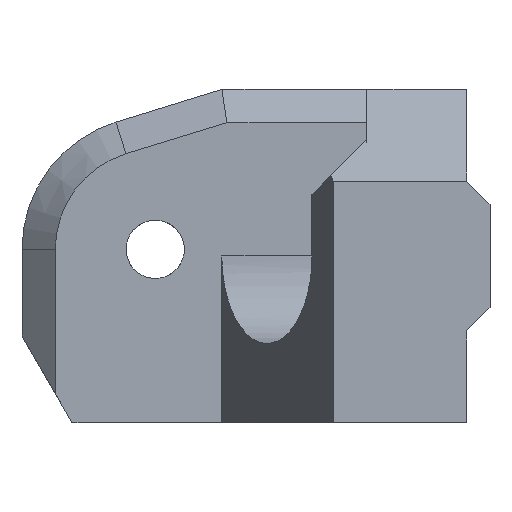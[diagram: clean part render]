
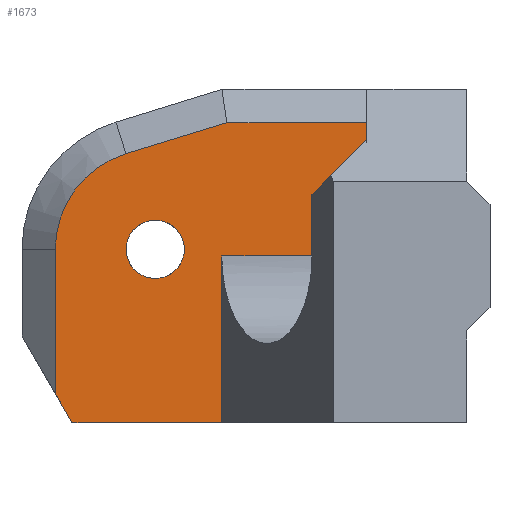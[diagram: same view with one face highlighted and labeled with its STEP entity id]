
A CAD part, front view. The second image highlights one B-rep face of the part: STEP entity #1673.
In plain terms, the highlighted planar face has unit normal (0, -1, 0).
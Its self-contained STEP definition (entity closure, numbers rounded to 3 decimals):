
#19=FACE_BOUND('',#176,.T.);
#41=CIRCLE('',#1793,6.);
#42=CIRCLE('',#1796,1.75);
#43=CIRCLE('',#1797,1.75);
#80=FACE_OUTER_BOUND('',#175,.T.);
#175=EDGE_LOOP('',(#1199,#1200,#1201,#1202,#1203,#1204,#1205,#1206,#1207));
#176=EDGE_LOOP('',(#1208,#1209));
#294=LINE('',#2415,#512);
#324=LINE('',#2481,#542);
#328=LINE('',#2489,#546);
#333=LINE('',#2501,#551);
#334=LINE('',#2504,#552);
#335=LINE('',#2505,#553);
#336=LINE('',#2507,#554);
#337=LINE('',#2508,#555);
#512=VECTOR('',#1939,10.);
#542=VECTOR('',#1995,10.);
#546=VECTOR('',#2001,10.);
#551=VECTOR('',#2014,10.);
#552=VECTOR('',#2017,10.);
#553=VECTOR('',#2018,10.);
#554=VECTOR('',#2019,10.);
#555=VECTOR('',#2020,10.);
#727=VERTEX_POINT('',#2412);
#728=VERTEX_POINT('',#2414);
#750=VERTEX_POINT('',#2479);
#751=VERTEX_POINT('',#2480);
#753=VERTEX_POINT('',#2486);
#754=VERTEX_POINT('',#2488);
#756=VERTEX_POINT('',#2494);
#758=VERTEX_POINT('',#2503);
#759=VERTEX_POINT('',#2506);
#760=VERTEX_POINT('',#2509);
#761=VERTEX_POINT('',#2510);
#889=EDGE_CURVE('',#728,#727,#294,.T.);
#922=EDGE_CURVE('',#750,#751,#324,.T.);
#926=EDGE_CURVE('',#753,#754,#328,.T.);
#931=EDGE_CURVE('',#754,#756,#41,.T.);
#933=EDGE_CURVE('',#756,#750,#333,.T.);
#934=EDGE_CURVE('',#758,#753,#334,.T.);
#935=EDGE_CURVE('',#728,#758,#335,.T.);
#936=EDGE_CURVE('',#759,#727,#336,.T.);
#937=EDGE_CURVE('',#759,#751,#337,.T.);
#938=EDGE_CURVE('',#760,#761,#42,.T.);
#939=EDGE_CURVE('',#761,#760,#43,.T.);
#1199=ORIENTED_EDGE('',*,*,#922,.F.);
#1200=ORIENTED_EDGE('',*,*,#933,.F.);
#1201=ORIENTED_EDGE('',*,*,#931,.F.);
#1202=ORIENTED_EDGE('',*,*,#926,.F.);
#1203=ORIENTED_EDGE('',*,*,#934,.F.);
#1204=ORIENTED_EDGE('',*,*,#935,.F.);
#1205=ORIENTED_EDGE('',*,*,#889,.T.);
#1206=ORIENTED_EDGE('',*,*,#936,.F.);
#1207=ORIENTED_EDGE('',*,*,#937,.T.);
#1208=ORIENTED_EDGE('',*,*,#938,.F.);
#1209=ORIENTED_EDGE('',*,*,#939,.F.);
#1586=PLANE('',#1795);
#1673=ADVANCED_FACE('',(#80,#19),#1586,.F.);
#1793=AXIS2_PLACEMENT_3D('',#2498,#2009,#2010);
#1795=AXIS2_PLACEMENT_3D('',#2502,#2015,#2016);
#1796=AXIS2_PLACEMENT_3D('',#2511,#2021,#2022);
#1797=AXIS2_PLACEMENT_3D('',#2512,#2023,#2024);
#1939=DIRECTION('',(0.,0.,1.));
#1995=DIRECTION('',(1.,0.,0.));
#2001=DIRECTION('',(0.,0.,1.));
#2009=DIRECTION('center_axis',(0.,1.,0.));
#2010=DIRECTION('ref_axis',(-1.,0.,0.));
#2014=DIRECTION('',(0.956,0.,0.294));
#2015=DIRECTION('center_axis',(0.,1.,0.));
#2016=DIRECTION('ref_axis',(1.,0.,0.));
#2017=DIRECTION('',(-0.5,0.,0.866));
#2018=DIRECTION('',(-1.,0.,0.));
#2019=DIRECTION('',(-1.,0.,0.));
#2020=DIRECTION('',(0.,0.,1.));
#2021=DIRECTION('center_axis',(0.,-1.,0.));
#2022=DIRECTION('ref_axis',(1.,0.,0.));
#2023=DIRECTION('center_axis',(0.,-1.,0.));
#2024=DIRECTION('ref_axis',(1.,0.,0.));
#2412=CARTESIAN_POINT('',(4.,0.,-0.4));
#2414=CARTESIAN_POINT('',(4.,0.,-10.4));
#2415=CARTESIAN_POINT('',(4.,0.,-5.4));
#2479=CARTESIAN_POINT('',(4.301,0.,7.6));
#2480=CARTESIAN_POINT('',(12.7,0.,7.6));
#2481=CARTESIAN_POINT('',(4.675,0.,7.6));
#2486=CARTESIAN_POINT('',(-6.,0.,-8.668));
#2488=CARTESIAN_POINT('',(-6.,0.,0.));
#2489=CARTESIAN_POINT('',(-6.,0.,-2.802));
#2494=CARTESIAN_POINT('',(-1.764,0.,5.735));
#2498=CARTESIAN_POINT('Origin',(0.,0.,0.));
#2501=CARTESIAN_POINT('',(0.624,0.,6.469));
#2502=CARTESIAN_POINT('Origin',(5.35,0.,-0.4));
#2503=CARTESIAN_POINT('',(-5.,0.,-10.4));
#2504=CARTESIAN_POINT('',(-5.,0.,-10.4));
#2505=CARTESIAN_POINT('',(18.7,0.,-10.4));
#2506=CARTESIAN_POINT('',(12.7,0.,-0.4));
#2507=CARTESIAN_POINT('',(12.7,0.,-0.4));
#2508=CARTESIAN_POINT('',(12.7,0.,-10.4));
#2509=CARTESIAN_POINT('',(-1.704,0.,-0.4));
#2510=CARTESIAN_POINT('',(-1.75,0.,0.));
#2511=CARTESIAN_POINT('Origin',(0.,0.,0.));
#2512=CARTESIAN_POINT('Origin',(0.,0.,0.));
